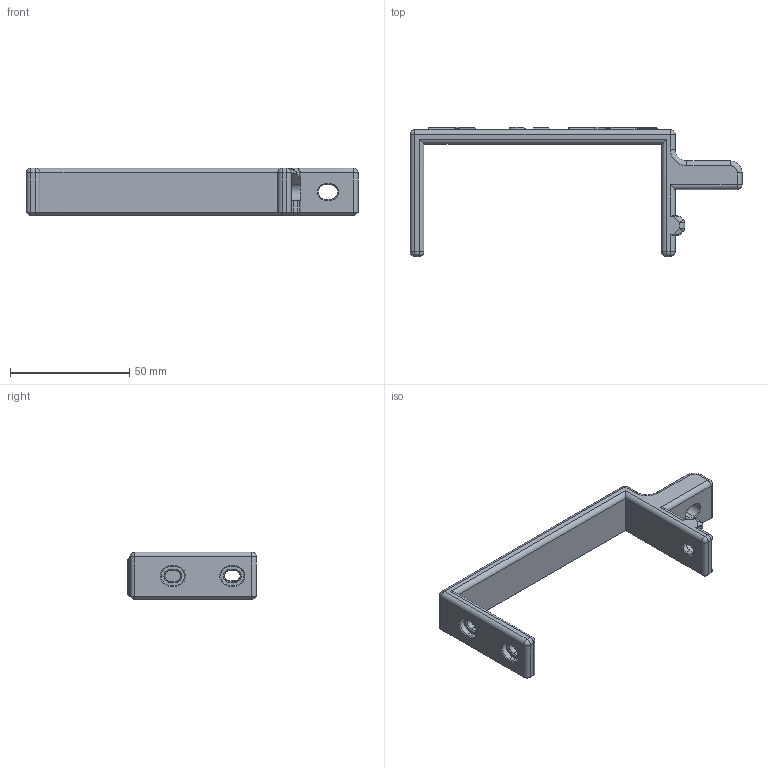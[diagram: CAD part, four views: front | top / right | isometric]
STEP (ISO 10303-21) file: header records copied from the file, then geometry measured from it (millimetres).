
FILE_DESCRIPTION (( 'STEP AP214' ), '1' );
FILE_NAME ('PSU Top Mount 1.1 (MK3).STEP', '2018-03-24T12:21:15', ( '' ), ( '' ), 'SwSTEP 2.0', 'SolidWorks 2018', '' );
FILE_SCHEMA (( 'AUTOMOTIVE_DESIGN' ));
Length unit declared in the file: millimetre
Products named in the file (1): PSU Top Mount 1.1 (MK3)
Bounding box: 139.4 x 54.15 x 20 mm (x, y, z)
Volume: 29226 mm3; surface area: 12455.9 mm2
Topology: 1 solids, 1 shells, 298 faces, 713 edges, 407 vertices
Faces by surface type: plane 140, cylinder 72, bspline 40, cone 35, sphere 9, torus 2
Entity records: 16955 total; most frequent: CARTESIAN_POINT 10542, ORIENTED_EDGE 1396, DIRECTION 1217, EDGE_CURVE 698, LINE 423, VECTOR 423, VERTEX_POINT 407, AXIS2_PLACEMENT_3D 397
